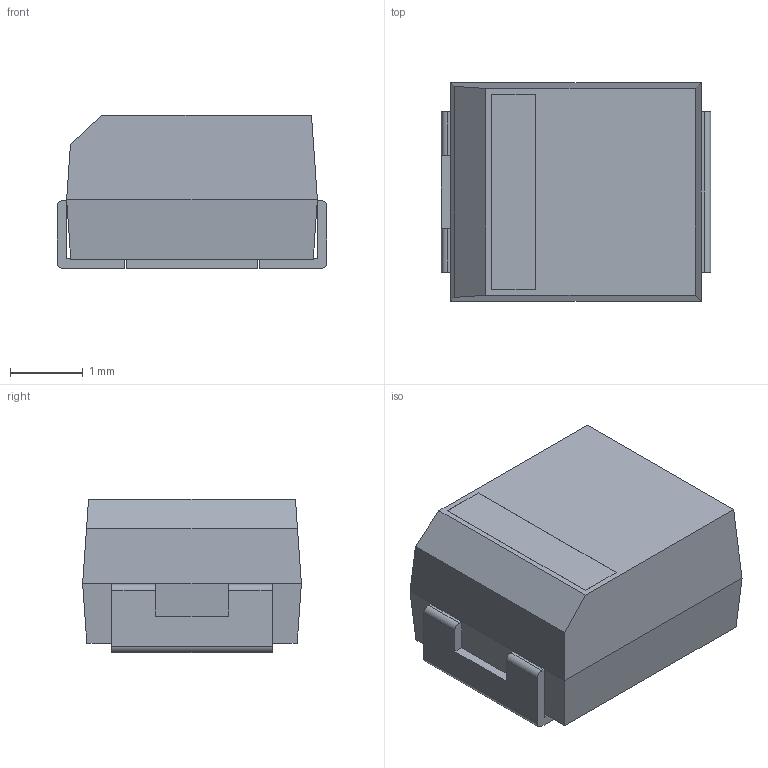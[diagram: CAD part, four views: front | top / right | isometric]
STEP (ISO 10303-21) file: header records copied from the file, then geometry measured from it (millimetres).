
FILE_DESCRIPTION(('FreeCAD Model'),'2;1');
FILE_NAME( 'CP_Tantalum_Case-B_EIA-3528-21_Reflow.step', '2017-04-12T12:49:22',('Author'),(''), 'Open CASCADE STEP processor 6.8','FreeCAD','Unknown');
FILE_SCHEMA(('AUTOMOTIVE_DESIGN_CC2 { 1 2 10303 214 -1 1 5 4 }'));
Length unit declared in the file: millimetre
Products named in the file (2): ASSEMBLY; CP_Tantalum_Case-B_EIA-3528-21_Reflow
Assembly tree (1 placements, depth 2):
  ASSEMBLY
    CP_Tantalum_Case-B_EIA-3528-21_Reflow
Bounding box: 3.7 x 3 x 2.1 mm (x, y, z)
Volume: 20.6 mm3; surface area: 53.8 mm2
Topology: 1 solids, 1 shells, 46 faces, 126 edges, 84 vertices
Faces by surface type: plane 32, bspline 9, cylinder 5
Entity records: 6687 total; most frequent: CARTESIAN_POINT 3945, DIRECTION 392, LINE 289, VECTOR 289, ORIENTED_EDGE 252, PCURVE 252, DEFINITIONAL_REPRESENTATION 252, EDGE_CURVE 126
